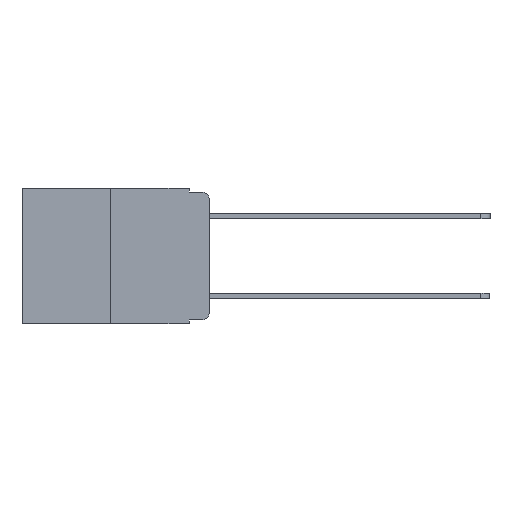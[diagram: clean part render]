
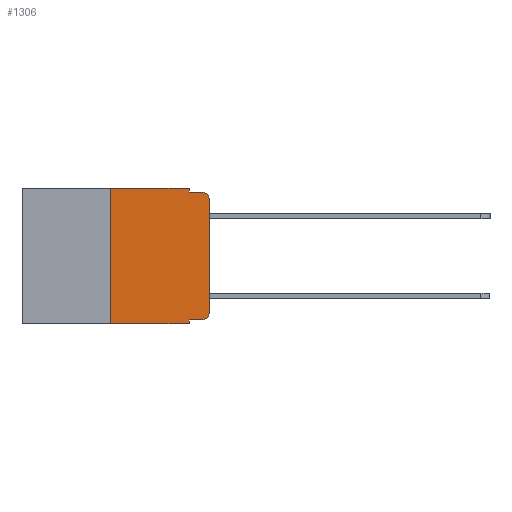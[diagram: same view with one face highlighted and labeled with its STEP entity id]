
A CAD part, left-side view. The second image highlights one B-rep face of the part: STEP entity #1306.
In plain terms, the highlighted planar face has unit normal (-1, 0, 0).
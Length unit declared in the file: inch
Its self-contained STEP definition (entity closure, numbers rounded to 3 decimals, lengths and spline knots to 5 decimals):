
#357 = CARTESIAN_POINT ( 'NONE',  ( 0., 0.25, 0. ) ) ;
#795 = VERTEX_POINT ( 'NONE', #8651 ) ;
#1306 = ADVANCED_FACE ( 'NONE', ( #3674 ), #9007, .F. ) ;
#1310 = CARTESIAN_POINT ( 'NONE',  ( 0., 0.25, -0.343 ) ) ;
#1492 = CARTESIAN_POINT ( 'NONE',  ( 0., 0.473, -0.343 ) ) ;
#1565 = DIRECTION ( 'NONE',  ( 0., -1., 0. ) ) ;
#1579 = DIRECTION ( 'NONE',  ( 0., 0., 1. ) ) ;
#1829 = DIRECTION ( 'NONE',  ( 0., -1., 0. ) ) ;
#2039 = LINE ( 'NONE', #10888, #8447 ) ;
#2270 = EDGE_CURVE ( 'NONE', #12451, #4788, #9936, .T. ) ;
#2364 = EDGE_CURVE ( 'NONE', #15018, #795, #8395, .T. ) ;
#2480 = VECTOR ( 'NONE', #6307, 39.37008 ) ;
#3004 = VERTEX_POINT ( 'NONE', #12120 ) ;
#3152 = EDGE_CURVE ( 'NONE', #9185, #12704, #11038, .T. ) ;
#3404 = ORIENTED_EDGE ( 'NONE', *, *, #2270, .T. ) ;
#3674 = FACE_OUTER_BOUND ( 'NONE', #5081, .T. ) ;
#3796 = VECTOR ( 'NONE', #4853, 39.37008 ) ;
#4210 = LINE ( 'NONE', #9805, #3796 ) ;
#4406 = AXIS2_PLACEMENT_3D ( 'NONE', #10787, #10744, #11185 ) ;
#4704 = DIRECTION ( 'NONE',  ( 0., 0., 1. ) ) ;
#4753 = LINE ( 'NONE', #13530, #6967 ) ;
#4788 = VERTEX_POINT ( 'NONE', #12364 ) ;
#4853 = DIRECTION ( 'NONE',  ( 0., 0., -1. ) ) ;
#5081 = EDGE_LOOP ( 'NONE', ( #14743, #6152, #11830, #11043, #10595, #7272, #5862, #10413, #14033, #3404 ) ) ;
#5174 = VERTEX_POINT ( 'NONE', #8352 ) ;
#5204 = VECTOR ( 'NONE', #1829, 39.37008 ) ;
#5713 = CARTESIAN_POINT ( 'NONE',  ( 0., 0.051, -0.01 ) ) ;
#5862 = ORIENTED_EDGE ( 'NONE', *, *, #3152, .T. ) ;
#5963 = EDGE_CURVE ( 'NONE', #5174, #12451, #15610, .T. ) ;
#6152 = ORIENTED_EDGE ( 'NONE', *, *, #2364, .T. ) ;
#6307 = DIRECTION ( 'NONE',  ( 0., 0., -1. ) ) ;
#6530 = VECTOR ( 'NONE', #1579, 39.37008 ) ;
#6882 = AXIS2_PLACEMENT_3D ( 'NONE', #12965, #12897, #13045 ) ;
#6967 = VECTOR ( 'NONE', #7586, 39.37008 ) ;
#7272 = ORIENTED_EDGE ( 'NONE', *, *, #13612, .F. ) ;
#7328 = CARTESIAN_POINT ( 'NONE',  ( 0., 0.051, -0.333 ) ) ;
#7430 = CARTESIAN_POINT ( 'NONE',  ( 0., 0.051, -0.343 ) ) ;
#7569 = CARTESIAN_POINT ( 'NONE',  ( 0., 0.051, 0. ) ) ;
#7586 = DIRECTION ( 'NONE',  ( 0., -1., 0. ) ) ;
#7677 = EDGE_CURVE ( 'NONE', #13416, #13086, #4210, .T. ) ;
#8352 = CARTESIAN_POINT ( 'NONE',  ( 0., 0.051, -0.333 ) ) ;
#8395 = CIRCLE ( 'NONE', #9459, 0.02 ) ;
#8447 = VECTOR ( 'NONE', #4704, 39.37008 ) ;
#8651 = CARTESIAN_POINT ( 'NONE',  ( 0., 0.02, -0.01 ) ) ;
#8744 = EDGE_CURVE ( 'NONE', #3004, #13416, #14104, .T. ) ;
#9007 = PLANE ( 'NONE',  #6882 ) ;
#9185 = VERTEX_POINT ( 'NONE', #1310 ) ;
#9455 = CARTESIAN_POINT ( 'NONE',  ( 0., 0.473, 0. ) ) ;
#9459 = AXIS2_PLACEMENT_3D ( 'NONE', #11275, #11130, #11114 ) ;
#9680 = DIRECTION ( 'NONE',  ( 0., -1., 0. ) ) ;
#9794 = LINE ( 'NONE', #357, #6530 ) ;
#9805 = CARTESIAN_POINT ( 'NONE',  ( 0., 0.051, 0. ) ) ;
#9936 = CIRCLE ( 'NONE', #4406, 0.02 ) ;
#10309 = CARTESIAN_POINT ( 'NONE',  ( 0., 0., -0.03 ) ) ;
#10394 = EDGE_CURVE ( 'NONE', #5174, #12704, #12408, .T. ) ;
#10413 = ORIENTED_EDGE ( 'NONE', *, *, #10394, .F. ) ;
#10595 = ORIENTED_EDGE ( 'NONE', *, *, #8744, .F. ) ;
#10660 = VECTOR ( 'NONE', #1565, 39.37008 ) ;
#10744 = DIRECTION ( 'NONE',  ( -1., 0., 0. ) ) ;
#10787 = CARTESIAN_POINT ( 'NONE',  ( 0., 0.02, -0.313 ) ) ;
#10868 = EDGE_CURVE ( 'NONE', #4788, #15018, #2039, .T. ) ;
#10888 = CARTESIAN_POINT ( 'NONE',  ( 0., 0., 0. ) ) ;
#11038 = LINE ( 'NONE', #1492, #10660 ) ;
#11043 = ORIENTED_EDGE ( 'NONE', *, *, #7677, .F. ) ;
#11114 = DIRECTION ( 'NONE',  ( 0., 0., -1. ) ) ;
#11130 = DIRECTION ( 'NONE',  ( -1., 0., 0. ) ) ;
#11185 = DIRECTION ( 'NONE',  ( 0., 0., -1. ) ) ;
#11275 = CARTESIAN_POINT ( 'NONE',  ( 0., 0.02, -0.03 ) ) ;
#11824 = CARTESIAN_POINT ( 'NONE',  ( 0., 0.02, -0.333 ) ) ;
#11830 = ORIENTED_EDGE ( 'NONE', *, *, #12752, .F. ) ;
#12120 = CARTESIAN_POINT ( 'NONE',  ( 0., 0.25, 0. ) ) ;
#12364 = CARTESIAN_POINT ( 'NONE',  ( 0., 0., -0.313 ) ) ;
#12408 = LINE ( 'NONE', #15814, #2480 ) ;
#12451 = VERTEX_POINT ( 'NONE', #11824 ) ;
#12704 = VERTEX_POINT ( 'NONE', #7430 ) ;
#12752 = EDGE_CURVE ( 'NONE', #13086, #795, #4753, .T. ) ;
#12897 = DIRECTION ( 'NONE',  ( 1., 0., 0. ) ) ;
#12904 = VECTOR ( 'NONE', #9680, 39.37008 ) ;
#12965 = CARTESIAN_POINT ( 'NONE',  ( 0., 0.473, 0. ) ) ;
#13045 = DIRECTION ( 'NONE',  ( 0., 0., -1. ) ) ;
#13086 = VERTEX_POINT ( 'NONE', #5713 ) ;
#13416 = VERTEX_POINT ( 'NONE', #7569 ) ;
#13530 = CARTESIAN_POINT ( 'NONE',  ( 0., 0.051, -0.01 ) ) ;
#13612 = EDGE_CURVE ( 'NONE', #9185, #3004, #9794, .T. ) ;
#14033 = ORIENTED_EDGE ( 'NONE', *, *, #5963, .T. ) ;
#14104 = LINE ( 'NONE', #9455, #5204 ) ;
#14743 = ORIENTED_EDGE ( 'NONE', *, *, #10868, .T. ) ;
#15018 = VERTEX_POINT ( 'NONE', #10309 ) ;
#15610 = LINE ( 'NONE', #7328, #12904 ) ;
#15814 = CARTESIAN_POINT ( 'NONE',  ( 0., 0.051, 0. ) ) ;
